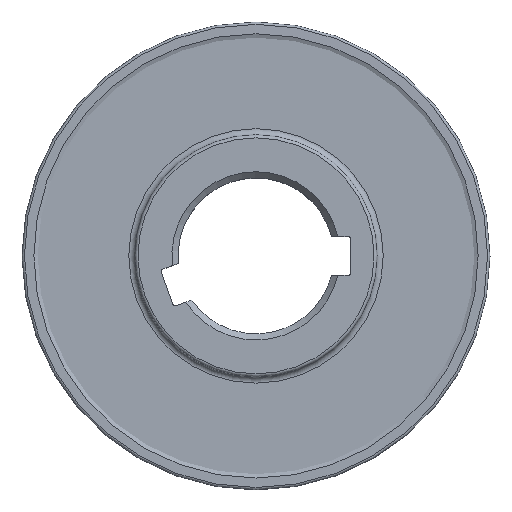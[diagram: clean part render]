
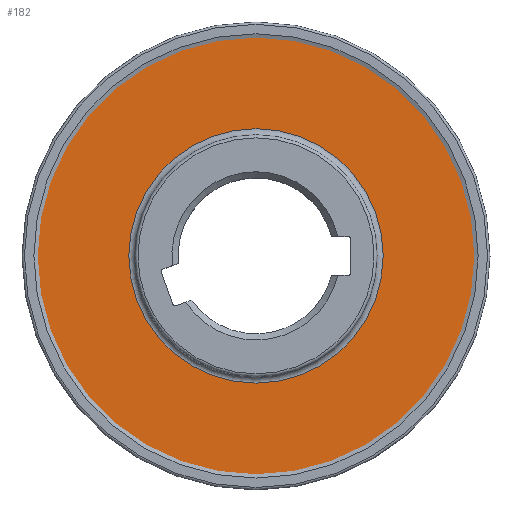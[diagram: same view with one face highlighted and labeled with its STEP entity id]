
A CAD part, top view. The second image highlights one B-rep face of the part: STEP entity #182.
In plain terms, the highlighted planar face has unit normal (0, 0, 1).
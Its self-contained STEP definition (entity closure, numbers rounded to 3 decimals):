
#55=PLANE('',#684);
#73=FACE_BOUND('',#255,.T.);
#74=FACE_BOUND('',#256,.T.);
#182=ADVANCED_FACE('',(#73,#74),#55,.T.);
#255=EDGE_LOOP('',(#401));
#256=EDGE_LOOP('',(#402));
#325=CIRCLE('',#681,20.719);
#326=CIRCLE('',#683,35.82);
#401=ORIENTED_EDGE('',*,*,#590,.T.);
#402=ORIENTED_EDGE('',*,*,#589,.F.);
#525=VERTEX_POINT('',#1055);
#526=VERTEX_POINT('',#1058);
#589=EDGE_CURVE('',#525,#525,#325,.T.);
#590=EDGE_CURVE('',#526,#526,#326,.T.);
#681=AXIS2_PLACEMENT_3D('',#1054,#816,#817);
#683=AXIS2_PLACEMENT_3D('',#1057,#820,#821);
#684=AXIS2_PLACEMENT_3D('',#1059,#822,#823);
#816=DIRECTION('',(0.,0.,1.));
#817=DIRECTION('',(1.,0.,0.));
#820=DIRECTION('',(0.,0.,1.));
#821=DIRECTION('',(1.,0.,0.));
#822=DIRECTION('',(0.,0.,1.));
#823=DIRECTION('',(-1.,0.,0.));
#1054=CARTESIAN_POINT('',(0.,0.,-4.239));
#1055=CARTESIAN_POINT('',(20.719,0.,-4.239));
#1057=CARTESIAN_POINT('',(0.,0.,-4.239));
#1058=CARTESIAN_POINT('',(35.82,0.,-4.239));
#1059=CARTESIAN_POINT('',(0.,20.719,-4.239));
